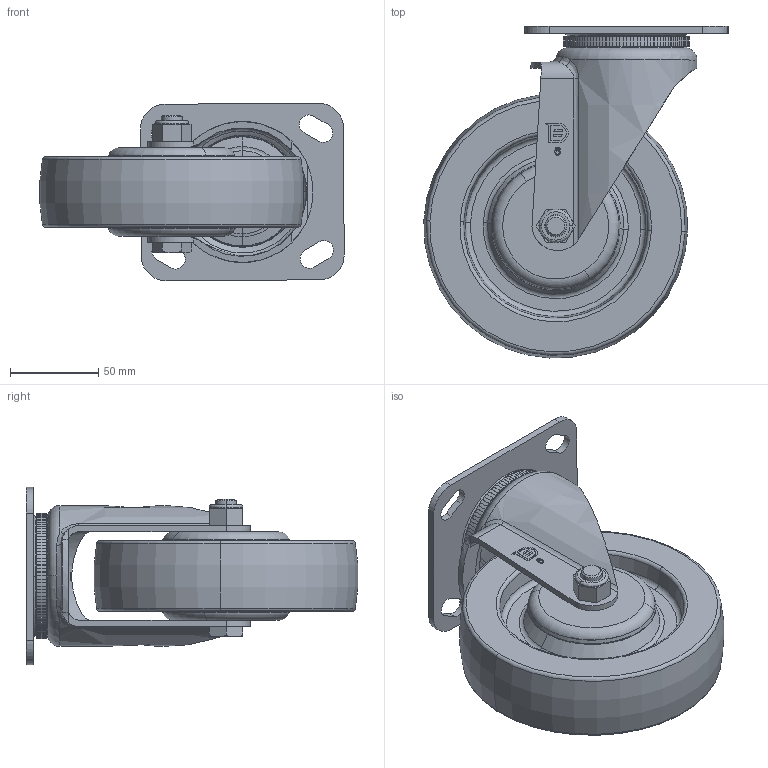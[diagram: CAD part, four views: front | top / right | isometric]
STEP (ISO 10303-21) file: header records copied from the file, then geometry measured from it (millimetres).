
FILE_DESCRIPTION (( 'STEP AP203' ), '1' );
FILE_NAME ('11510600442013.STEP', '2025-04-23T05:51:45', ( '20241006' ), ( '' ), 'SwSTEP 2.0', 'SolidWorks 2021', '' );
FILE_SCHEMA (( 'CONFIG_CONTROL_DESIGN' ));
Length unit declared in the file: millimetre
Products named in the file (10): ____ (3) ^_11510600072013.STEP.STEP; ^_11510600072013.STEP.STEP; ^11510600072013.STEP-0.STEP; ____ (4) ^_11510600072013.STEP.STEP; ^11510600072013.STEP.STEP; ____ (2) ^_11510600072013.STEP.STEP; ____ (2) ^11510600072013.STEP.STEP; 11510600442013; 6''''MRC輪外观图; ________(__73x__12^11510600072013.STEP.STEP
Assembly tree (10 placements, depth 3):
  11510600442013
    ^11510600072013.STEP.STEP
      ^_11510600072013.STEP.STEP
      ____ (2) ^_11510600072013.STEP.STEP
      ____ (3) ^_11510600072013.STEP.STEP
      ____ (4) ^_11510600072013.STEP.STEP
    ^11510600072013.STEP-0.STEP
    ____ (2) ^11510600072013.STEP.STEP
    ________(__73x__12^11510600072013.STEP.STEP  x2
    6''''MRC輪外观图
Bounding box: 172.44 x 188.01 x 100.48 mm (x, y, z)
Volume: 694758.8 mm3; surface area: 150577.4 mm2
Topology: 9 solids, 9 shells, 537 faces, 1420 edges, 915 vertices
Faces by surface type: plane 213, cylinder 174, torus 55, bspline 51, cone 44
Entity records: 20546 total; most frequent: CARTESIAN_POINT 6564, ORIENTED_EDGE 2748, DIRECTION 2714, EDGE_CURVE 1374, AXIS2_PLACEMENT_3D 1003, VERTEX_POINT 889, VECTOR 708, LINE 708
